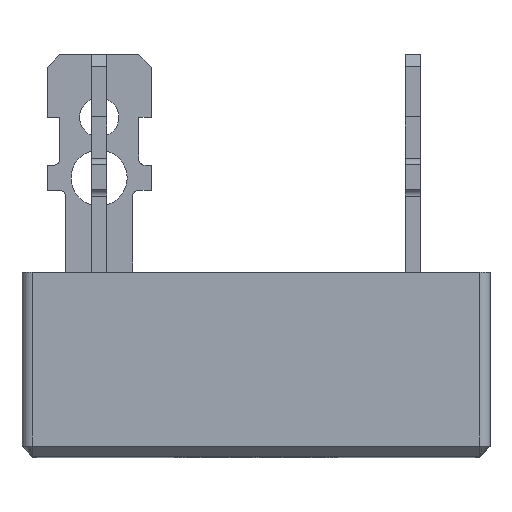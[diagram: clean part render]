
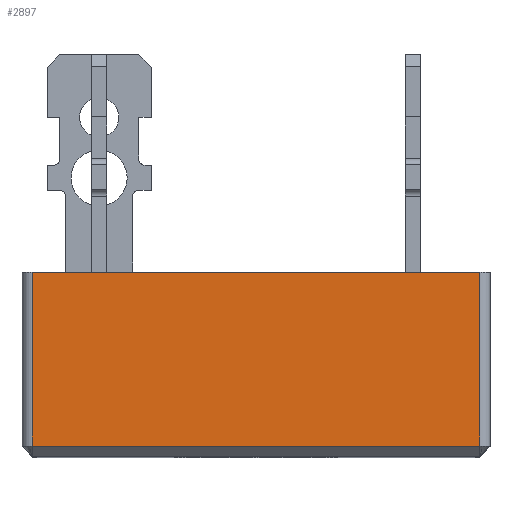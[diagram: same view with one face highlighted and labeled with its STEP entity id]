
A CAD part, top view. The second image highlights one B-rep face of the part: STEP entity #2897.
In plain terms, the highlighted planar face has unit normal (0, 0, 1).
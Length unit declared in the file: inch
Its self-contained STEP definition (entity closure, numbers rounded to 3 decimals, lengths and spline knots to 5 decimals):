
#89 = CARTESIAN_POINT ( 'NONE',  ( -0.53602, 0.025, 0.57087 ) ) ;
#117 = VERTEX_POINT ( 'NONE', #1993 ) ;
#160 = LINE ( 'NONE', #1629, #815 ) ;
#190 = VECTOR ( 'NONE', #2165, 39.37008 ) ;
#326 = DIRECTION ( 'NONE',  ( 0., 0., -1. ) ) ;
#331 = DIRECTION ( 'NONE',  ( 1., 0., 0. ) ) ;
#342 = VERTEX_POINT ( 'NONE', #2998 ) ;
#436 = EDGE_CURVE ( 'NONE', #2619, #342, #160, .T. ) ;
#444 = CARTESIAN_POINT ( 'NONE',  ( 0.53602, 0.44213, 0.57087 ) ) ;
#487 = EDGE_CURVE ( 'NONE', #342, #1082, #999, .T. ) ;
#560 = FACE_OUTER_BOUND ( 'NONE', #2348, .T. ) ;
#668 = ORIENTED_EDGE ( 'NONE', *, *, #436, .F. ) ;
#815 = VECTOR ( 'NONE', #2119, 39.37008 ) ;
#999 = LINE ( 'NONE', #444, #1646 ) ;
#1050 = CARTESIAN_POINT ( 'NONE',  ( -0.53602, 0.44213, 0.57087 ) ) ;
#1082 = VERTEX_POINT ( 'NONE', #1651 ) ;
#1094 = LINE ( 'NONE', #89, #2888 ) ;
#1129 = ORIENTED_EDGE ( 'NONE', *, *, #1622, .T. ) ;
#1186 = CARTESIAN_POINT ( 'NONE',  ( -0.53602, 0.44213, 0.57087 ) ) ;
#1300 = PLANE ( 'NONE',  #3026 ) ;
#1304 = EDGE_CURVE ( 'NONE', #117, #1082, #1094, .T. ) ;
#1622 = EDGE_CURVE ( 'NONE', #2619, #117, #2133, .T. ) ;
#1629 = CARTESIAN_POINT ( 'NONE',  ( -0.53602, 0.44213, 0.57087 ) ) ;
#1646 = VECTOR ( 'NONE', #2883, 39.37008 ) ;
#1651 = CARTESIAN_POINT ( 'NONE',  ( 0.53602, 0.025, 0.57087 ) ) ;
#1810 = ORIENTED_EDGE ( 'NONE', *, *, #1304, .T. ) ;
#1919 = CARTESIAN_POINT ( 'NONE',  ( -0.53602, 0.44213, 0.57087 ) ) ;
#1993 = CARTESIAN_POINT ( 'NONE',  ( -0.53602, 0.025, 0.57087 ) ) ;
#2012 = ORIENTED_EDGE ( 'NONE', *, *, #487, .F. ) ;
#2038 = DIRECTION ( 'NONE',  ( -1., 0., 0. ) ) ;
#2119 = DIRECTION ( 'NONE',  ( 1., 0., 0. ) ) ;
#2133 = LINE ( 'NONE', #1186, #190 ) ;
#2165 = DIRECTION ( 'NONE',  ( 0., -1., 0. ) ) ;
#2348 = EDGE_LOOP ( 'NONE', ( #1129, #1810, #2012, #668 ) ) ;
#2619 = VERTEX_POINT ( 'NONE', #1919 ) ;
#2883 = DIRECTION ( 'NONE',  ( 0., -1., 0. ) ) ;
#2888 = VECTOR ( 'NONE', #331, 39.37008 ) ;
#2897 = ADVANCED_FACE ( 'NONE', ( #560 ), #1300, .F. ) ;
#2998 = CARTESIAN_POINT ( 'NONE',  ( 0.53602, 0.44213, 0.57087 ) ) ;
#3026 = AXIS2_PLACEMENT_3D ( 'NONE', #1050, #326, #2038 ) ;
